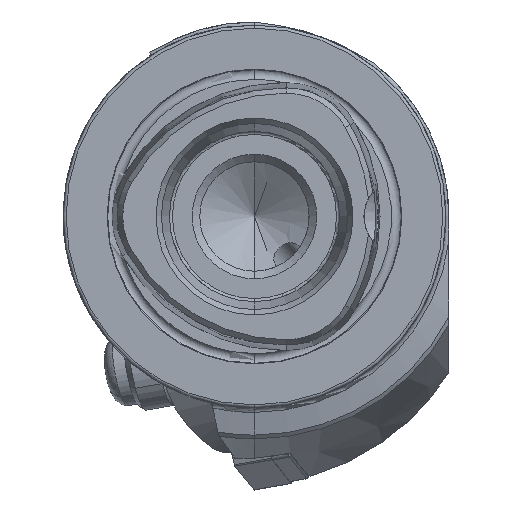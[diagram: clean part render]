
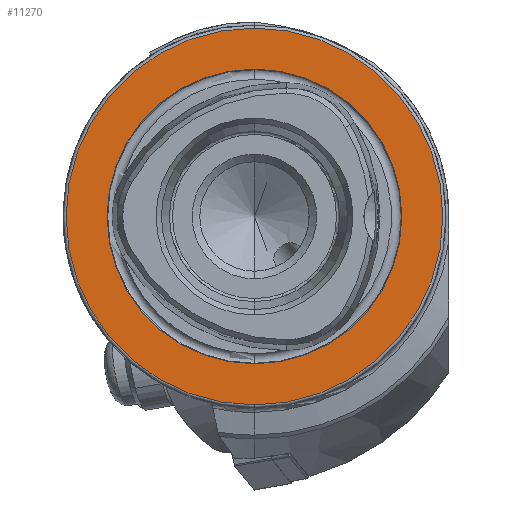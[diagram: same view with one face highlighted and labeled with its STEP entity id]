
A CAD part, left-side view. The second image highlights one B-rep face of the part: STEP entity #11270.
In plain terms, the highlighted planar face has unit normal (-1, 0, 0).
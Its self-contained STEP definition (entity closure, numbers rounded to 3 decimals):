
#68 = ORIENTED_EDGE ( 'NONE', *, *, #13591, .F. ) ;
#70 = ORIENTED_EDGE ( 'NONE', *, *, #12207, .F. ) ;
#72 = ORIENTED_EDGE ( 'NONE', *, *, #12211, .T. ) ;
#74 = ORIENTED_EDGE ( 'NONE', *, *, #13590, .T. ) ;
#312 = VERTEX_POINT ( 'NONE', #1006 ) ;
#314 = VERTEX_POINT ( 'NONE', #1002 ) ;
#693 = CARTESIAN_POINT ( 'NONE',  ( 0., 0., 31. ) ) ;
#852 = VERTEX_POINT ( 'NONE', #1617 ) ;
#1002 = CARTESIAN_POINT ( 'NONE',  ( 0., 0., 24.25 ) ) ;
#1006 = CARTESIAN_POINT ( 'NONE',  ( 0., 0., -24.25 ) ) ;
#1617 = CARTESIAN_POINT ( 'NONE',  ( 0., 0., -31. ) ) ;
#1693 = CARTESIAN_POINT ( 'NONE',  ( 0., 0., 0. ) ) ;
#1694 = DIRECTION ( 'NONE',  ( -1., 0., 0. ) ) ;
#1695 = DIRECTION ( 'NONE',  ( 0., 0., 1. ) ) ;
#1704 = CARTESIAN_POINT ( 'NONE',  ( 0., 0., 0. ) ) ;
#1705 = DIRECTION ( 'NONE',  ( -1., 0., 0. ) ) ;
#1706 = DIRECTION ( 'NONE',  ( 0., 0., 1. ) ) ;
#3283 = CARTESIAN_POINT ( 'NONE',  ( 0., 24.25, 0. ) ) ;
#3286 = PLANE ( 'NONE',  #4905 ) ;
#3288 = DIRECTION ( 'NONE',  ( 1., 0., 0. ) ) ;
#3289 = DIRECTION ( 'NONE',  ( 0., 0., -1. ) ) ;
#3764 = AXIS2_PLACEMENT_3D ( 'NONE', #10571, #10572, #10573 ) ;
#3766 = AXIS2_PLACEMENT_3D ( 'NONE', #10566, #10567, #10568 ) ;
#4092 = FACE_BOUND ( 'NONE', #11087, .T. ) ;
#4096 = FACE_OUTER_BOUND ( 'NONE', #11062, .T. ) ;
#4577 = CIRCLE ( 'NONE', #4667, 24.25 ) ;
#4584 = CIRCLE ( 'NONE', #4664, 31. ) ;
#4664 = AXIS2_PLACEMENT_3D ( 'NONE', #1704, #1705, #1706 ) ;
#4667 = AXIS2_PLACEMENT_3D ( 'NONE', #1693, #1694, #1695 ) ;
#4905 = AXIS2_PLACEMENT_3D ( 'NONE', #3283, #3288, #3289 ) ;
#7676 = CIRCLE ( 'NONE', #3766, 31. ) ;
#7678 = CIRCLE ( 'NONE', #3764, 24.25 ) ;
#8960 = VERTEX_POINT ( 'NONE', #693 ) ;
#10566 = CARTESIAN_POINT ( 'NONE',  ( 0., 0., 0. ) ) ;
#10567 = DIRECTION ( 'NONE',  ( -1., 0., 0. ) ) ;
#10568 = DIRECTION ( 'NONE',  ( 0., 0., 1. ) ) ;
#10571 = CARTESIAN_POINT ( 'NONE',  ( 0., 0., 0. ) ) ;
#10572 = DIRECTION ( 'NONE',  ( -1., 0., 0. ) ) ;
#10573 = DIRECTION ( 'NONE',  ( 0., 0., 1. ) ) ;
#11062 = EDGE_LOOP ( 'NONE', ( #72, #74 ) ) ;
#11087 = EDGE_LOOP ( 'NONE', ( #68, #70 ) ) ;
#11270 = ADVANCED_FACE ( 'NONE', ( #4092, #4096 ), #3286, .F. ) ;
#12207 = EDGE_CURVE ( 'NONE', #312, #314, #4577, .T. ) ;
#12211 = EDGE_CURVE ( 'NONE', #8960, #852, #4584, .T. ) ;
#13590 = EDGE_CURVE ( 'NONE', #852, #8960, #7676, .T. ) ;
#13591 = EDGE_CURVE ( 'NONE', #314, #312, #7678, .T. ) ;
